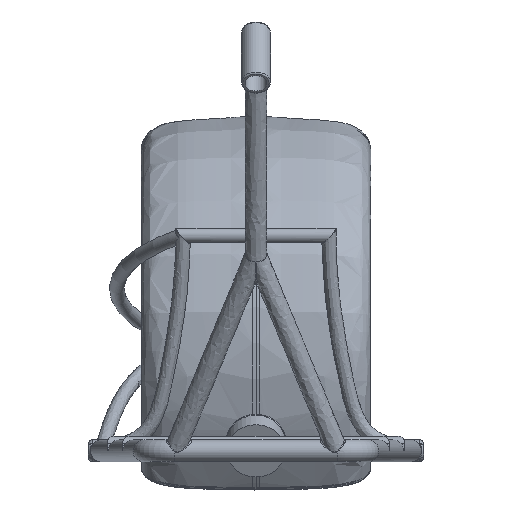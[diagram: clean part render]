
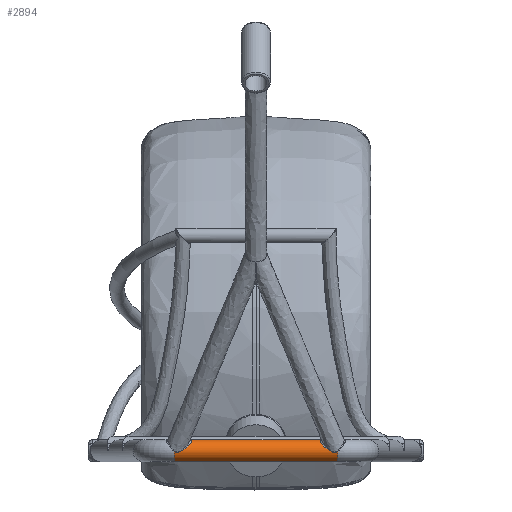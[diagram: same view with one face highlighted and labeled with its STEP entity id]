
A CAD part, front view. The second image highlights one B-rep face of the part: STEP entity #2894.
In plain terms, the highlighted cylindrical face has radius 15 mm (diameter 30 mm), a full revolution.
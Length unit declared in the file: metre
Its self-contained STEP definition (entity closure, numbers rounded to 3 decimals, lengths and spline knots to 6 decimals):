
#448=CIRCLE('',#4123,0.015);
#449=CIRCLE('',#4125,0.015);
#786=ORIENTED_EDGE('',*,*,#1583,.F.);
#787=ORIENTED_EDGE('',*,*,#1585,.T.);
#788=ORIENTED_EDGE('',*,*,#1586,.T.);
#789=ORIENTED_EDGE('',*,*,#1587,.T.);
#1583=EDGE_CURVE('',#1957,#1958,#448,.T.);
#1585=EDGE_CURVE('',#1957,#1958,#2120,.T.);
#1586=EDGE_CURVE('',#1959,#1960,#449,.T.);
#1587=EDGE_CURVE('',#1960,#1959,#2121,.T.);
#1957=VERTEX_POINT('',#8125);
#1958=VERTEX_POINT('',#8126);
#1959=VERTEX_POINT('',#8170);
#1960=VERTEX_POINT('',#8171);
#2120=B_SPLINE_CURVE_WITH_KNOTS('',3,(#8147,#8148,#8149,#8150,#8151,#8152,
#8153,#8154,#8155,#8156,#8157,#8158,#8159,#8160,#8161,#8162,#8163,#8164,
#8165,#8166,#8167,#8168),.UNSPECIFIED.,.F.,.F.,(4,1,1,1,1,1,1,1,1,1,1,1,
1,1,1,1,1,1,1,4),(0.,0.002051,0.004102,
0.006153,0.008204,0.012307,0.016409,
0.020511,0.024613,0.028716,0.030767,
0.032818,0.03692,0.041022,0.045124,
0.049227,0.053329,0.057431,0.061533,
0.065636),.UNSPECIFIED.);
#2121=B_SPLINE_CURVE_WITH_KNOTS('',3,(#8172,#8173,#8174,#8175,#8176,#8177,
#8178,#8179,#8180,#8181,#8182,#8183,#8184,#8185,#8186,#8187,#8188,#8189,
#8190,#8191,#8192,#8193,#8194),.UNSPECIFIED.,.F.,.F.,(4,1,1,1,1,1,1,1,1,
1,1,1,1,1,1,1,1,1,1,1,4),(0.,0.004099,0.008198,0.012296,
0.016395,0.020494,0.024593,0.028692,
0.030741,0.03279,0.036889,0.040988,
0.045087,0.049186,0.053285,0.055334,
0.057383,0.059433,0.061482,0.063532,
0.065581),.UNSPECIFIED.);
#2241=EDGE_LOOP('',(#786,#787));
#2242=EDGE_LOOP('',(#788,#789));
#2480=FACE_BOUND('',#2241,.T.);
#2481=FACE_BOUND('',#2242,.T.);
#2659=CYLINDRICAL_SURFACE('',#4124,0.015);
#2894=ADVANCED_FACE('',(#2480,#2481),#2659,.T.);
#4123=AXIS2_PLACEMENT_3D('',#8124,#4565,#4566);
#4124=AXIS2_PLACEMENT_3D('',#8146,#4567,#4568);
#4125=AXIS2_PLACEMENT_3D('',#8169,#4569,#4570);
#4565=DIRECTION('',(1.,0.,0.));
#4566=DIRECTION('',(0.,0.,1.));
#4567=DIRECTION('',(1.,0.,0.));
#4568=DIRECTION('',(0.,0.,-1.));
#4569=DIRECTION('',(1.,0.,0.));
#4570=DIRECTION('',(0.,0.,1.));
#8124=CARTESIAN_POINT('',(0.111653,0.,0.));
#8125=CARTESIAN_POINT('',(0.111653,-0.014969,-0.000965));
#8126=CARTESIAN_POINT('',(0.111653,0.010817,0.010392));
#8146=CARTESIAN_POINT('',(-0.111653,0.,0.));
#8147=CARTESIAN_POINT('',(0.111653,-0.014969,-0.000965));
#8148=CARTESIAN_POINT('',(0.111085,-0.014944,-0.001346));
#8149=CARTESIAN_POINT('',(0.109878,-0.01487,-0.002002));
#8150=CARTESIAN_POINT('',(0.107829,-0.014819,-0.00232));
#8151=CARTESIAN_POINT('',(0.10581,-0.014875,-0.00196));
#8152=CARTESIAN_POINT('',(0.103271,-0.014981,-0.001027));
#8153=CARTESIAN_POINT('',(0.100266,-0.015038,0.000595));
#8154=CARTESIAN_POINT('',(0.096912,-0.014797,0.002814));
#8155=CARTESIAN_POINT('',(0.093742,-0.014127,0.00528));
#8156=CARTESIAN_POINT('',(0.090911,-0.012868,0.00792));
#8157=CARTESIAN_POINT('',(0.089056,-0.011108,0.01022));
#8158=CARTESIAN_POINT('',(0.088219,-0.009142,0.011949));
#8159=CARTESIAN_POINT('',(0.087966,-0.006862,0.013463));
#8160=CARTESIAN_POINT('',(0.088867,-0.003716,0.014693));
#8161=CARTESIAN_POINT('',(0.09117,-0.000331,0.015103));
#8162=CARTESIAN_POINT('',(0.094042,0.002579,0.01486));
#8163=CARTESIAN_POINT('',(0.097196,0.005044,0.014194));
#8164=CARTESIAN_POINT('',(0.100524,0.007139,0.013253));
#8165=CARTESIAN_POINT('',(0.104024,0.008905,0.012124));
#8166=CARTESIAN_POINT('',(0.107641,0.010278,0.010962));
#8167=CARTESIAN_POINT('',(0.110275,0.010836,0.010373));
#8168=CARTESIAN_POINT('',(0.111653,0.010817,0.010392));
#8169=CARTESIAN_POINT('',(-0.111653,0.,0.));
#8170=CARTESIAN_POINT('',(-0.111653,-0.014969,-0.000965));
#8171=CARTESIAN_POINT('',(-0.111653,0.010817,0.010392));
#8172=CARTESIAN_POINT('',(-0.111653,0.010817,0.010392));
#8173=CARTESIAN_POINT('',(-0.110285,0.010835,0.010373));
#8174=CARTESIAN_POINT('',(-0.107653,0.010283,0.010958));
#8175=CARTESIAN_POINT('',(-0.104016,0.008902,0.012127));
#8176=CARTESIAN_POINT('',(-0.100533,0.007143,0.013249));
#8177=CARTESIAN_POINT('',(-0.09722,0.005062,0.014189));
#8178=CARTESIAN_POINT('',(-0.094041,0.002577,0.014859));
#8179=CARTESIAN_POINT('',(-0.091193,-0.000303,0.015104));
#8180=CARTESIAN_POINT('',(-0.089267,-0.003131,0.014763));
#8181=CARTESIAN_POINT('',(-0.088323,-0.005583,0.01397));
#8182=CARTESIAN_POINT('',(-0.08793,-0.008045,0.012792));
#8183=CARTESIAN_POINT('',(-0.088667,-0.010742,0.0107));
#8184=CARTESIAN_POINT('',(-0.090905,-0.012866,0.007926));
#8185=CARTESIAN_POINT('',(-0.093763,-0.014133,0.005262));
#8186=CARTESIAN_POINT('',(-0.096897,-0.014794,0.002827));
#8187=CARTESIAN_POINT('',(-0.099699,-0.014997,0.000967));
#8188=CARTESIAN_POINT('',(-0.102065,-0.015005,-0.000371));
#8189=CARTESIAN_POINT('',(-0.103885,-0.014955,-0.001252));
#8190=CARTESIAN_POINT('',(-0.105795,-0.014876,-0.001956));
#8191=CARTESIAN_POINT('',(-0.107822,-0.014819,-0.002321));
#8192=CARTESIAN_POINT('',(-0.10988,-0.01487,-0.002002));
#8193=CARTESIAN_POINT('',(-0.111085,-0.014944,-0.001347));
#8194=CARTESIAN_POINT('',(-0.111653,-0.014969,-0.000965));
